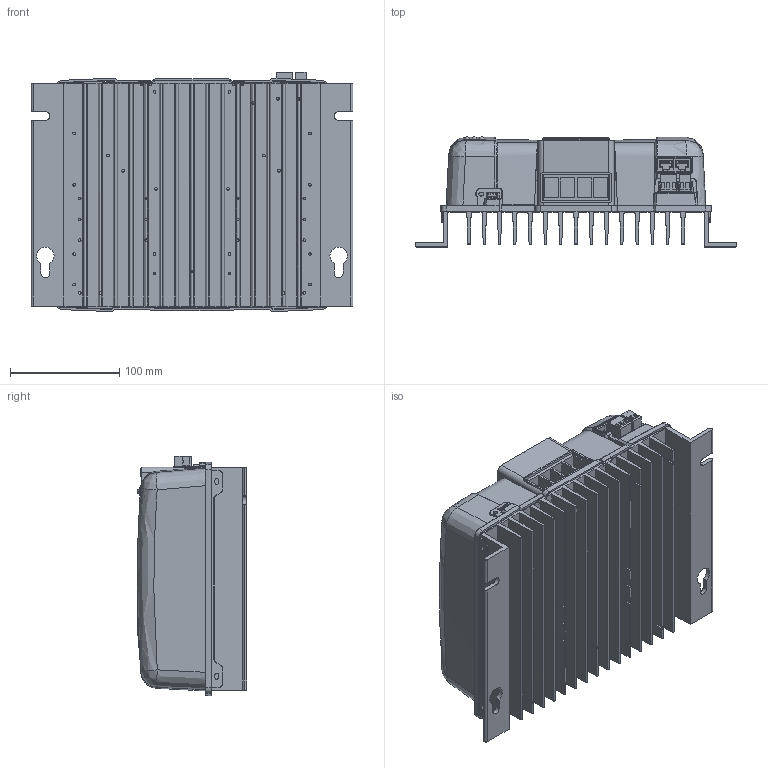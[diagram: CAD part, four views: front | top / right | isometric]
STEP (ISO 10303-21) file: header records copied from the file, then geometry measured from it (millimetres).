
FILE_DESCRIPTION (( 'STEP AP214' ), '1' );
FILE_NAME ('DimensionDrawing SS MPPT Tr VE.Can (XL)-rev02-3D.STEP', '2023-02-15T13:30:50', ( '' ), ( '' ), 'SwSTEP 2.0', 'SolidWorks 2022', '' );
FILE_SCHEMA (( 'AUTOMOTIVE_DESIGN' ));
Length unit declared in the file: millimetre
Products named in the file (13): SmartSolar Terminal Black 4S  MPPT 250 - 70 - Tr; 2Pin Relay Con; SmartSolar  MPPT 250 - 70 - Tr  Small Tml Block 2P; SmartSolar charge controller MPPT 150 - 85 -Tr Heat Sink-rev01; SmartSolar charge controller MPPT 150 - 85 - Tr Battery Block; RJ45; 3Pin Relay Con; DimensionDrawing SS MPPT Tr VE.Can (XL)-rev02-3D; SmartSolar  MPPT 250 - 70 - Tr  Small Tml Block 3P; SmartSolar  MPPT 250 - 70 - Tr VE Con; MPPT XL SS CAN Tr_Housing-A-20180914; SmSo_DisplayDummy_Fixed_A_20170920; leds
Assembly tree (13 placements, depth 2):
  DimensionDrawing SS MPPT Tr VE.Can (XL)-rev02-3D
    SmartSolar charge controller MPPT 150 - 85 - Tr Battery Block
    SmartSolar Terminal Black 4S  MPPT 250 - 70 - Tr
    3Pin Relay Con
    2Pin Relay Con
    SmartSolar  MPPT 250 - 70 - Tr VE Con
    SmartSolar  MPPT 250 - 70 - Tr  Small Tml Block 2P
    SmartSolar  MPPT 250 - 70 - Tr  Small Tml Block 3P
    leds
    MPPT XL SS CAN Tr_Housing-A-20180914
    SmSo_DisplayDummy_Fixed_A_20170920
    RJ45  x2
    SmartSolar charge controller MPPT 150 - 85 -Tr Heat Sink-rev01
Bounding box: 294.6 x 100.59 x 219.22 mm (x, y, z)
Volume: 1059530.7 mm3; surface area: 636287 mm2
Topology: 15 solids, 15 shells, 2930 faces, 7805 edges, 4948 vertices
Faces by surface type: plane 1175, bspline 940, cylinder 704, cone 105, sphere 6
Entity records: 126221 total; most frequent: CARTESIAN_POINT 66694, ORIENTED_EDGE 13168, DIRECTION 8538, EDGE_CURVE 6584, VERTEX_POINT 4157, VECTOR 2920, LINE 2920, AXIS2_PLACEMENT_3D 2809
